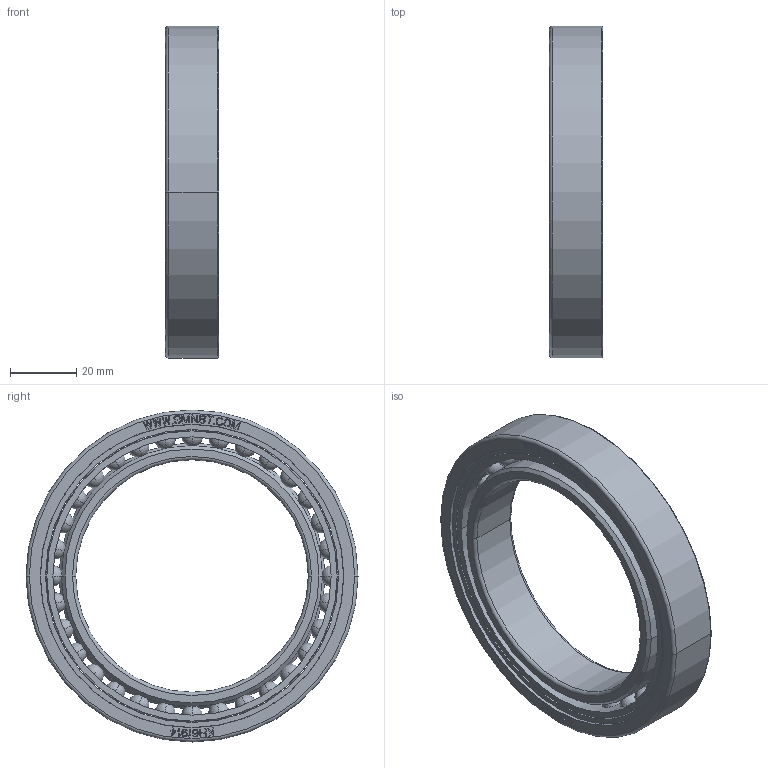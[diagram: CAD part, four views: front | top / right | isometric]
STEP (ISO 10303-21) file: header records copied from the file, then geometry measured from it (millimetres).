
FILE_DESCRIPTION((''),'2;1');
FILE_NAME('KH61914','2014-11-17T',('sales 4'),(''),'PRO/ENGINEER BY PARAMETRIC TECHNOLOGY CORPORATION, 2013150','PRO/ENGINEER BY PARAMETRIC TECHNOLOGY CORPORATION, 2013150','');
FILE_SCHEMA(('AUTOMOTIVE_DESIGN { 1 0 10303 214 1 1 1 1 }'));
Length unit declared in the file: millimetre
Products named in the file (1): KH61914
Bounding box: 16.01 x 100 x 100 mm (x, y, z)
Volume: 49250.9 mm3; surface area: 33290 mm2
Topology: 35 solids, 35 shells, 632 faces, 1774 edges, 1108 vertices
Faces by surface type: plane 464, cylinder 82, sphere 64, torus 12, cone 10
Entity records: 33473 total; most frequent: CARTESIAN_POINT 12390, ORIENTED_EDGE 3292, DIRECTION 2914, PRESENTATION_STYLE_ASSIGNMENT 1707, STYLED_ITEM 1681, CURVE_STYLE 1646, EDGE_CURVE 1646, VECTOR 1386
